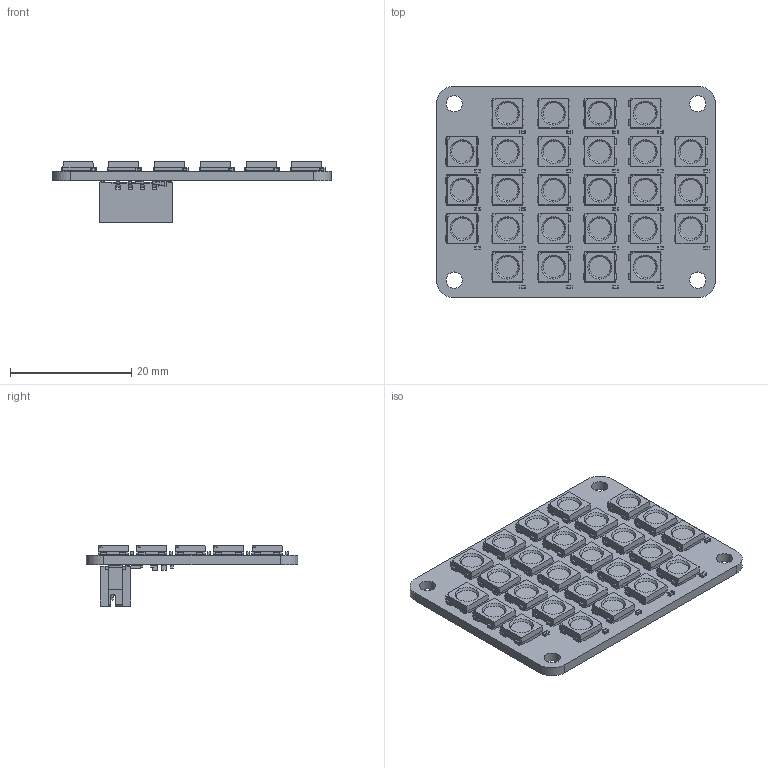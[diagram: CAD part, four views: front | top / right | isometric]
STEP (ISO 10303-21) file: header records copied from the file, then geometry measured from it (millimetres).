
FILE_DESCRIPTION(('KiCad electronic assembly'),'2;1');
FILE_NAME('YellCubeLights.step','2022-04-16T21:23:37',('Pcbnew'),( 'Kicad'),'Open CASCADE STEP processor 7.5','KiCad to STEP converter' ,'Unknown');
FILE_SCHEMA(('AUTOMOTIVE_DESIGN { 1 0 10303 214 1 1 1 1 }'));
Length unit declared in the file: millimetre
Products named in the file (12): YellCubeLights 1; 1655; COMPOUND; C_0402_1005Metric; SOLID; B4B-PH-SM4-TB--3DModel-STEP-269445; C_0603_1608Metric; R_0402_1005Metric; YellCubeLights PCB
Assembly tree (63 placements, depth 3):
  YellCubeLights 1
    1655  x26
      COMPOUND
    C_0402_1005Metric  x27
      SOLID
    B4B-PH-SM4-TB--3DModel-STEP-269445
      COMPOUND
    C_0603_1608Metric  x2
      SOLID
    R_0402_1005Metric
      SOLID
    YellCubeLights PCB
Bounding box: 46 x 34.9 x 9.95 mm (x, y, z)
Volume: 3574 mm3; surface area: 6716.6 mm2
Topology: 168 solids, 168 shells, 2886 faces, 7210 edges, 4740 vertices
Faces by surface type: bspline 2872, cylinder 8, plane 6
Full cylindrical faces by diameter (mm): 2.7 x4
Entity records: 26828 total; most frequent: CARTESIAN_POINT 10166, B_SPLINE_CURVE_WITH_KNOTS 3126, ORIENTED_EDGE 2332, PCURVE 2332, DEFINITIONAL_REPRESENTATION 2332, EDGE_CURVE 1166, SURFACE_CURVE 1162, VERTEX_POINT 744
